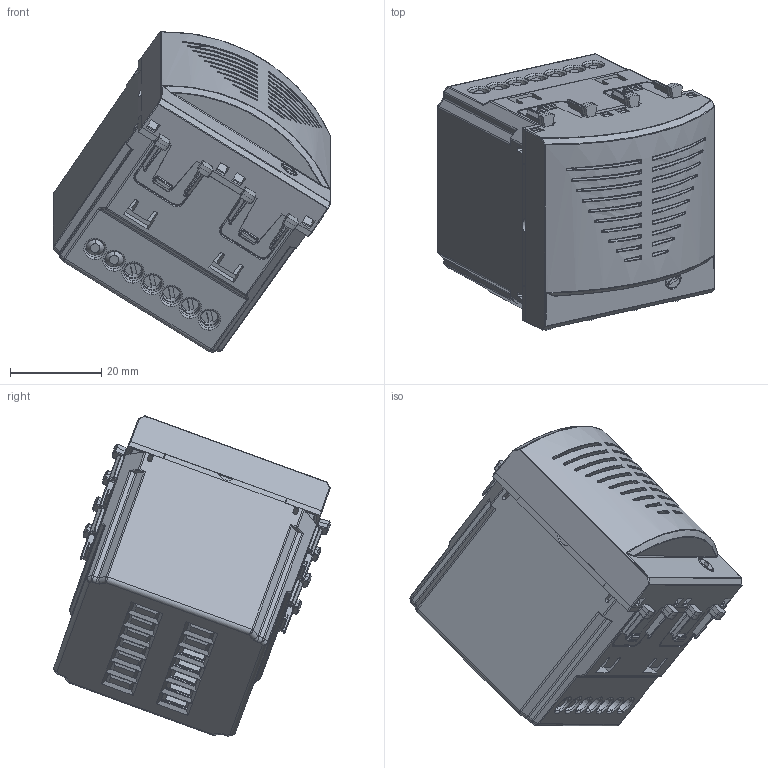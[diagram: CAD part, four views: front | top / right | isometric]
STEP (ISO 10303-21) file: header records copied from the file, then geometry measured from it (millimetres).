
FILE_DESCRIPTION(('CATIA V5 STEP Exchange'),'2;1');
FILE_NAME('441083-2.stp','2024-02-27T15:46:48+00:00',('none'),('none'),'CATIA Version 5-6 Release 2016 SP6','CATIA V5 STEP AP203','none');
FILE_SCHEMA(('CONFIG_CONTROL_DESIGN'));
Products named in the file (2): 44X083-2; DA0520
Assembly tree (8 placements, depth 3):
  44X083-2
    #57
    DA0520
      #25096
      #26165
      #27902
    #29957
    #104407
    #105635
Bounding box: 60.9 x 60.71 x 70.28 mm (x, y, z)
Volume: 22416.6 mm3; surface area: 32238 mm2
Topology: 6 solids, 6 shells, 2306 faces, 5931 edges, 3543 vertices
Faces by surface type: plane 922, bspline 610, cylinder 580, cone 99, sphere 72, torus 23
Entity records: 105652 total; most frequent: CARTESIAN_POINT 59902, ORIENTED_EDGE 11582, EDGE_CURVE 5791, DIRECTION 5548, VERTEX_POINT 3539, B_SPLINE_CURVE_WITH_KNOTS 2665, VECTOR 2657, LINE 2657
